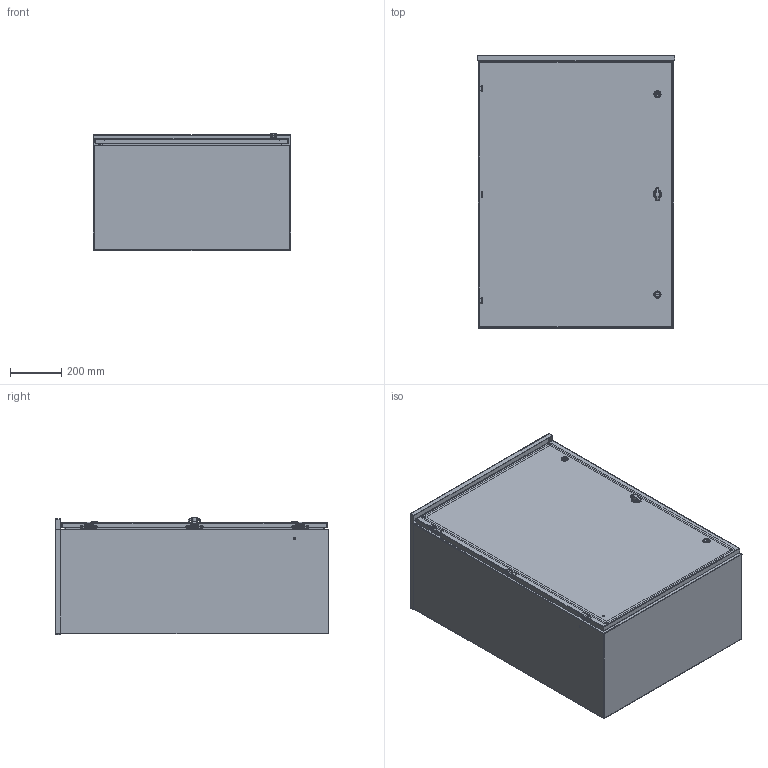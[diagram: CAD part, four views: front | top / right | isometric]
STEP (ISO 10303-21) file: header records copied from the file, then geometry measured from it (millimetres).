
FILE_DESCRIPTION (( 'STEP AP214' ), '1' );
FILE_NAME ('SCE-42R3016LP_REV3.STEP', '2023-08-09T12:37:30', ( '' ), ( '' ), 'SwSTEP 2.0', 'SolidWorks 2021', '' );
FILE_SCHEMA (( 'AUTOMOTIVE_DESIGN' ));
Length unit declared in the file: inch
Products named in the file (1): SCE-42R3016LP_REV3
Bounding box: 767.99 x 1066.8 x 456.11 mm (x, y, z)
Volume: 8274185.8 mm3; surface area: 8498664.5 mm2
Topology: 35 solids, 35 shells, 1923 faces, 5002 edges, 3201 vertices
Faces by surface type: plane 910, cylinder 724, bspline 128, torus 91, cone 62, sphere 8
Full cylindrical faces by diameter (mm): 6.76 x4, 7.14 x4
Entity records: 81219 total; most frequent: CARTESIAN_POINT 33740, ORIENTED_EDGE 9960, DIRECTION 9582, EDGE_CURVE 4980, AXIS2_PLACEMENT_3D 3339, VERTEX_POINT 3201, LINE 2904, VECTOR 2904
